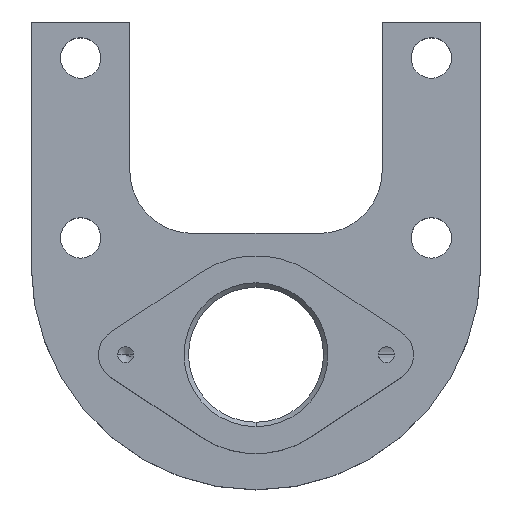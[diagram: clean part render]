
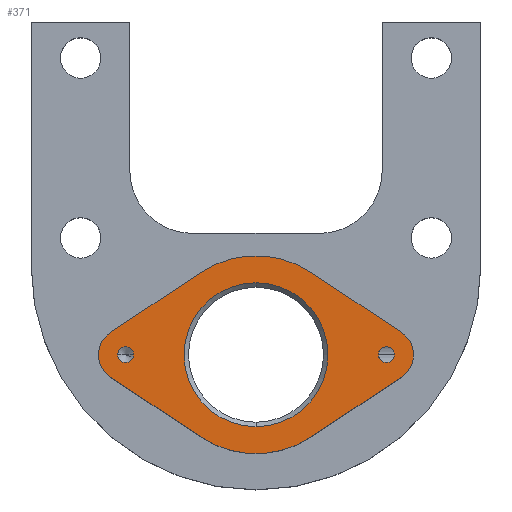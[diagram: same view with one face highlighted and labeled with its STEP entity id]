
A CAD part, top view. The second image highlights one B-rep face of the part: STEP entity #371.
In plain terms, the highlighted planar face has unit normal (0, 0, 1).
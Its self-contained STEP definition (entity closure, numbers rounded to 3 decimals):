
#13 = ORIENTED_EDGE ( 'NONE', *, *, #755, .T. ) ;
#27 = EDGE_LOOP ( 'NONE', ( #1724, #508 ) ) ;
#34 = AXIS2_PLACEMENT_3D ( 'NONE', #2077, #1072, #212 ) ;
#39 = CIRCLE ( 'NONE', #2130, 8. ) ;
#46 = AXIS2_PLACEMENT_3D ( 'NONE', #2041, #1543, #374 ) ;
#84 = FACE_BOUND ( 'NONE', #191, .T. ) ;
#91 = CARTESIAN_POINT ( 'NONE',  ( -6.069, 9.174, 20. ) ) ;
#106 = CARTESIAN_POINT ( 'NONE',  ( 14.5, 0., 20. ) ) ;
#163 = CIRCLE ( 'NONE', #34, 0.889 ) ;
#178 = CARTESIAN_POINT ( 'NONE',  ( -14.5, 0., 20. ) ) ;
#185 = DIRECTION ( 'NONE',  ( -1., 0., 0. ) ) ;
#191 = EDGE_LOOP ( 'NONE', ( #1859, #1425 ) ) ;
#196 = CARTESIAN_POINT ( 'NONE',  ( -14.5, 0., 20. ) ) ;
#201 = CIRCLE ( 'NONE', #2060, 3. ) ;
#211 = VERTEX_POINT ( 'NONE', #1136 ) ;
#212 = DIRECTION ( 'NONE',  ( 1., 0., 0. ) ) ;
#216 = CARTESIAN_POINT ( 'NONE',  ( 17.5, 0., 20. ) ) ;
#220 = DIRECTION ( 'NONE',  ( 0., 0., -1. ) ) ;
#237 = AXIS2_PLACEMENT_3D ( 'NONE', #957, #1671, #1142 ) ;
#245 = VERTEX_POINT ( 'NONE', #91 ) ;
#266 = LINE ( 'NONE', #1756, #1510 ) ;
#297 = EDGE_CURVE ( 'NONE', #1890, #1563, #163, .T. ) ;
#315 = EDGE_CURVE ( 'NONE', #961, #1832, #1264, .T. ) ;
#348 = CIRCLE ( 'NONE', #237, 0.889 ) ;
#356 = DIRECTION ( 'NONE',  ( 1., 0., 0. ) ) ;
#371 = ADVANCED_FACE ( 'NONE', ( #84, #1397, #1429, #2085 ), #1268, .F. ) ;
#374 = DIRECTION ( 'NONE',  ( 1., 0., 0. ) ) ;
#405 = CARTESIAN_POINT ( 'NONE',  ( -16.155, 2.502, 20. ) ) ;
#412 = LINE ( 'NONE', #1247, #1275 ) ;
#429 = CARTESIAN_POINT ( 'NONE',  ( -16.155, 2.502, 20. ) ) ;
#439 = AXIS2_PLACEMENT_3D ( 'NONE', #747, #220, #1420 ) ;
#487 = ORIENTED_EDGE ( 'NONE', *, *, #1863, .F. ) ;
#508 = ORIENTED_EDGE ( 'NONE', *, *, #297, .F. ) ;
#515 = VECTOR ( 'NONE', #944, 1000. ) ;
#516 = CARTESIAN_POINT ( 'NONE',  ( 0., 0., 20. ) ) ;
#534 = CARTESIAN_POINT ( 'NONE',  ( 0., 0., 20. ) ) ;
#547 = ORIENTED_EDGE ( 'NONE', *, *, #1622, .T. ) ;
#561 = CIRCLE ( 'NONE', #1539, 0.889 ) ;
#587 = CARTESIAN_POINT ( 'NONE',  ( 6.069, 9.174, 20. ) ) ;
#613 = LINE ( 'NONE', #405, #515 ) ;
#705 = VERTEX_POINT ( 'NONE', #2072 ) ;
#747 = CARTESIAN_POINT ( 'NONE',  ( 0., 0., 20. ) ) ;
#755 = EDGE_CURVE ( 'NONE', #794, #2035, #1460, .T. ) ;
#763 = EDGE_CURVE ( 'NONE', #245, #1668, #613, .T. ) ;
#769 = CIRCLE ( 'NONE', #882, 11. ) ;
#774 = AXIS2_PLACEMENT_3D ( 'NONE', #534, #1218, #356 ) ;
#794 = VERTEX_POINT ( 'NONE', #934 ) ;
#795 = CARTESIAN_POINT ( 'NONE',  ( 16.155, -2.502, 20. ) ) ;
#825 = VERTEX_POINT ( 'NONE', #587 ) ;
#833 = VERTEX_POINT ( 'NONE', #1097 ) ;
#846 = ORIENTED_EDGE ( 'NONE', *, *, #2089, .F. ) ;
#856 = DIRECTION ( 'NONE',  ( 1., 0., 0. ) ) ;
#878 = AXIS2_PLACEMENT_3D ( 'NONE', #196, #1031, #1050 ) ;
#882 = AXIS2_PLACEMENT_3D ( 'NONE', #1496, #1014, #990 ) ;
#934 = CARTESIAN_POINT ( 'NONE',  ( 16.155, -2.502, 20. ) ) ;
#937 = AXIS2_PLACEMENT_3D ( 'NONE', #106, #1250, #1115 ) ;
#944 = DIRECTION ( 'NONE',  ( -0.834, -0.552, 0. ) ) ;
#952 = ORIENTED_EDGE ( 'NONE', *, *, #763, .T. ) ;
#957 = CARTESIAN_POINT ( 'NONE',  ( 14.5, 0., 20. ) ) ;
#961 = VERTEX_POINT ( 'NONE', #2058 ) ;
#990 = DIRECTION ( 'NONE',  ( 1., 0., 0. ) ) ;
#1001 = CARTESIAN_POINT ( 'NONE',  ( -13.611, 0., 20. ) ) ;
#1014 = DIRECTION ( 'NONE',  ( 0., 0., 1. ) ) ;
#1031 = DIRECTION ( 'NONE',  ( 0., 0., 1. ) ) ;
#1050 = DIRECTION ( 'NONE',  ( 1., 0., 0. ) ) ;
#1067 = DIRECTION ( 'NONE',  ( 0.834, -0.552, 0. ) ) ;
#1072 = DIRECTION ( 'NONE',  ( 0., 0., 1. ) ) ;
#1091 = EDGE_CURVE ( 'NONE', #1742, #211, #412, .T. ) ;
#1097 = CARTESIAN_POINT ( 'NONE',  ( 15.389, 0., 20. ) ) ;
#1115 = DIRECTION ( 'NONE',  ( 1., 0., 0. ) ) ;
#1133 = LINE ( 'NONE', #795, #1516 ) ;
#1136 = CARTESIAN_POINT ( 'NONE',  ( -6.069, -9.174, 20. ) ) ;
#1142 = DIRECTION ( 'NONE',  ( 1., 0., 0. ) ) ;
#1165 = CIRCLE ( 'NONE', #774, 11. ) ;
#1191 = EDGE_LOOP ( 'NONE', ( #2023, #1970, #1222, #1836, #13, #1373, #1948, #547, #952 ) ) ;
#1212 = EDGE_CURVE ( 'NONE', #1330, #794, #1133, .T. ) ;
#1217 = CARTESIAN_POINT ( 'NONE',  ( 14.5, 0., 20. ) ) ;
#1218 = DIRECTION ( 'NONE',  ( 0., 0., 1. ) ) ;
#1222 = ORIENTED_EDGE ( 'NONE', *, *, #1334, .T. ) ;
#1247 = CARTESIAN_POINT ( 'NONE',  ( -6.069, -9.174, 20. ) ) ;
#1250 = DIRECTION ( 'NONE',  ( 0., 0., 1. ) ) ;
#1264 = CIRCLE ( 'NONE', #439, 8. ) ;
#1268 = PLANE ( 'NONE',  #1291 ) ;
#1275 = VECTOR ( 'NONE', #1067, 1000. ) ;
#1291 = AXIS2_PLACEMENT_3D ( 'NONE', #1921, #1759, #2045 ) ;
#1330 = VERTEX_POINT ( 'NONE', #1522 ) ;
#1334 = EDGE_CURVE ( 'NONE', #211, #1330, #1165, .T. ) ;
#1348 = CIRCLE ( 'NONE', #46, 3. ) ;
#1373 = ORIENTED_EDGE ( 'NONE', *, *, #1383, .T. ) ;
#1383 = EDGE_CURVE ( 'NONE', #2035, #1537, #1348, .T. ) ;
#1397 = FACE_BOUND ( 'NONE', #1749, .T. ) ;
#1420 = DIRECTION ( 'NONE',  ( -1., 0., 0. ) ) ;
#1425 = ORIENTED_EDGE ( 'NONE', *, *, #315, .T. ) ;
#1429 = FACE_BOUND ( 'NONE', #27, .T. ) ;
#1460 = CIRCLE ( 'NONE', #937, 3. ) ;
#1472 = CARTESIAN_POINT ( 'NONE',  ( 16.155, 2.502, 20. ) ) ;
#1496 = CARTESIAN_POINT ( 'NONE',  ( 0., 0., 20. ) ) ;
#1508 = CARTESIAN_POINT ( 'NONE',  ( -15.389, 0., 20. ) ) ;
#1510 = VECTOR ( 'NONE', #2106, 1000. ) ;
#1516 = VECTOR ( 'NONE', #1961, 1000. ) ;
#1522 = CARTESIAN_POINT ( 'NONE',  ( 6.069, -9.174, 20. ) ) ;
#1537 = VERTEX_POINT ( 'NONE', #1472 ) ;
#1539 = AXIS2_PLACEMENT_3D ( 'NONE', #1217, #1864, #1564 ) ;
#1543 = DIRECTION ( 'NONE',  ( 0., 0., 1. ) ) ;
#1563 = VERTEX_POINT ( 'NONE', #1001 ) ;
#1564 = DIRECTION ( 'NONE',  ( 1., 0., 0. ) ) ;
#1588 = CARTESIAN_POINT ( 'NONE',  ( -16.155, -2.502, 20. ) ) ;
#1622 = EDGE_CURVE ( 'NONE', #825, #245, #769, .T. ) ;
#1668 = VERTEX_POINT ( 'NONE', #429 ) ;
#1671 = DIRECTION ( 'NONE',  ( 0., 0., 1. ) ) ;
#1703 = DIRECTION ( 'NONE',  ( 0., 0., 1. ) ) ;
#1721 = EDGE_CURVE ( 'NONE', #1537, #825, #266, .T. ) ;
#1724 = ORIENTED_EDGE ( 'NONE', *, *, #2107, .F. ) ;
#1742 = VERTEX_POINT ( 'NONE', #1588 ) ;
#1749 = EDGE_LOOP ( 'NONE', ( #487, #846 ) ) ;
#1756 = CARTESIAN_POINT ( 'NONE',  ( 6.069, 9.174, 20. ) ) ;
#1759 = DIRECTION ( 'NONE',  ( 0., 0., -1. ) ) ;
#1811 = CIRCLE ( 'NONE', #878, 0.889 ) ;
#1830 = CARTESIAN_POINT ( 'NONE',  ( 0., -8., 20. ) ) ;
#1832 = VERTEX_POINT ( 'NONE', #1830 ) ;
#1836 = ORIENTED_EDGE ( 'NONE', *, *, #1212, .T. ) ;
#1839 = DIRECTION ( 'NONE',  ( 0., 0., -1. ) ) ;
#1859 = ORIENTED_EDGE ( 'NONE', *, *, #1915, .T. ) ;
#1863 = EDGE_CURVE ( 'NONE', #833, #705, #348, .T. ) ;
#1864 = DIRECTION ( 'NONE',  ( 0., 0., 1. ) ) ;
#1890 = VERTEX_POINT ( 'NONE', #1508 ) ;
#1915 = EDGE_CURVE ( 'NONE', #1832, #961, #39, .T. ) ;
#1921 = CARTESIAN_POINT ( 'NONE',  ( 0., 0., 20. ) ) ;
#1948 = ORIENTED_EDGE ( 'NONE', *, *, #1721, .T. ) ;
#1961 = DIRECTION ( 'NONE',  ( 0.834, 0.552, 0. ) ) ;
#1970 = ORIENTED_EDGE ( 'NONE', *, *, #1091, .T. ) ;
#2023 = ORIENTED_EDGE ( 'NONE', *, *, #2024, .T. ) ;
#2024 = EDGE_CURVE ( 'NONE', #1668, #1742, #201, .T. ) ;
#2035 = VERTEX_POINT ( 'NONE', #216 ) ;
#2041 = CARTESIAN_POINT ( 'NONE',  ( 14.5, 0., 20. ) ) ;
#2045 = DIRECTION ( 'NONE',  ( -1., 0., 0. ) ) ;
#2058 = CARTESIAN_POINT ( 'NONE',  ( 0., 8., 20. ) ) ;
#2060 = AXIS2_PLACEMENT_3D ( 'NONE', #178, #1703, #856 ) ;
#2072 = CARTESIAN_POINT ( 'NONE',  ( 13.611, 0., 20. ) ) ;
#2077 = CARTESIAN_POINT ( 'NONE',  ( -14.5, 0., 20. ) ) ;
#2085 = FACE_OUTER_BOUND ( 'NONE', #1191, .T. ) ;
#2089 = EDGE_CURVE ( 'NONE', #705, #833, #561, .T. ) ;
#2106 = DIRECTION ( 'NONE',  ( -0.834, 0.552, 0. ) ) ;
#2107 = EDGE_CURVE ( 'NONE', #1563, #1890, #1811, .T. ) ;
#2130 = AXIS2_PLACEMENT_3D ( 'NONE', #516, #1839, #185 ) ;
